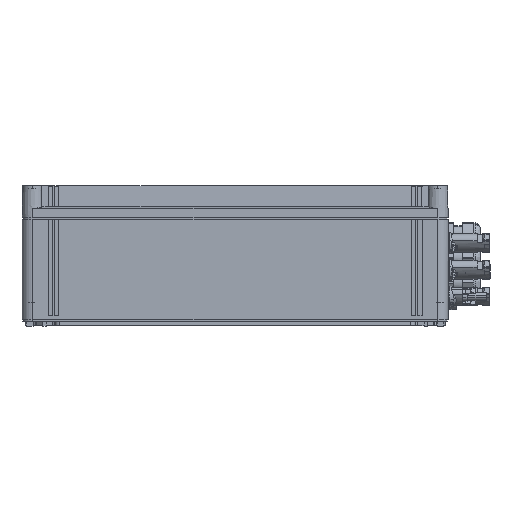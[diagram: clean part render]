
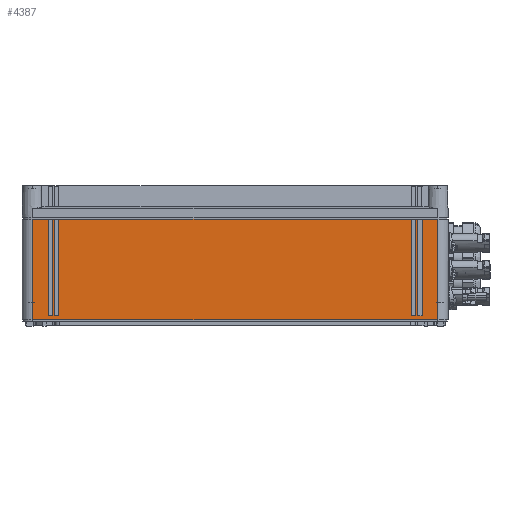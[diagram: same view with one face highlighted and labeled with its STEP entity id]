
A CAD part, left-side view. The second image highlights one B-rep face of the part: STEP entity #4387.
In plain terms, the highlighted planar face has unit normal (-1, 0, 0).
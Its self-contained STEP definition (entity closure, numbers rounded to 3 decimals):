
#4238=AXIS2_PLACEMENT_3D('Plane Axis2P3D',#4235,#4236,#4237) ;
#2208=CARTESIAN_POINT('Vertex',(0.,49.25,6.)) ;
#2211=CARTESIAN_POINT('Line Origine',(0.,239.25,6.)) ;
#2215=CARTESIAN_POINT('Vertex',(0.,429.25,6.)) ;
#2398=CARTESIAN_POINT('Vertex',(0.,429.25,100.5)) ;
#2401=CARTESIAN_POINT('Line Origine',(0.,239.25,100.5)) ;
#2405=CARTESIAN_POINT('Vertex',(0.,49.25,100.5)) ;
#2513=CARTESIAN_POINT('Line Origine',(0.,49.25,52.64)) ;
#4235=CARTESIAN_POINT('Axis2P3D Location',(0.,49.25,106.)) ;
#4240=CARTESIAN_POINT('Line Origine',(0.,429.25,53.25)) ;
#4251=CARTESIAN_POINT('Line Origine',(0.,65.75,100.356)) ;
#4255=CARTESIAN_POINT('Vertex',(0.,63.75,100.356)) ;
#4257=CARTESIAN_POINT('Vertex',(0.,67.75,100.356)) ;
#4260=CARTESIAN_POINT('Line Origine',(0.,63.75,55.178)) ;
#4264=CARTESIAN_POINT('Vertex',(0.,63.75,10.)) ;
#4267=CARTESIAN_POINT('Line Origine',(0.,65.75,10.)) ;
#4271=CARTESIAN_POINT('Vertex',(0.,67.75,10.)) ;
#4274=CARTESIAN_POINT('Line Origine',(0.,67.75,55.178)) ;
#4285=CARTESIAN_POINT('Line Origine',(0.,69.75,55.178)) ;
#4289=CARTESIAN_POINT('Vertex',(0.,69.75,100.356)) ;
#4291=CARTESIAN_POINT('Vertex',(0.,69.75,10.)) ;
#4294=CARTESIAN_POINT('Line Origine',(0.,71.75,10.)) ;
#4298=CARTESIAN_POINT('Vertex',(0.,73.75,10.)) ;
#4301=CARTESIAN_POINT('Line Origine',(0.,73.75,55.178)) ;
#4305=CARTESIAN_POINT('Vertex',(0.,73.75,100.356)) ;
#4308=CARTESIAN_POINT('Line Origine',(0.,71.75,100.356)) ;
#4319=CARTESIAN_POINT('Line Origine',(0.,408.75,55.178)) ;
#4323=CARTESIAN_POINT('Vertex',(0.,408.75,10.)) ;
#4325=CARTESIAN_POINT('Vertex',(0.,408.75,100.356)) ;
#4328=CARTESIAN_POINT('Line Origine',(0.,406.75,100.356)) ;
#4332=CARTESIAN_POINT('Vertex',(0.,404.75,100.356)) ;
#4335=CARTESIAN_POINT('Line Origine',(0.,404.75,55.178)) ;
#4339=CARTESIAN_POINT('Vertex',(0.,404.75,10.)) ;
#4342=CARTESIAN_POINT('Line Origine',(0.,406.75,10.)) ;
#4353=CARTESIAN_POINT('Line Origine',(0.,414.75,55.178)) ;
#4357=CARTESIAN_POINT('Vertex',(0.,414.75,10.)) ;
#4359=CARTESIAN_POINT('Vertex',(0.,414.75,100.356)) ;
#4362=CARTESIAN_POINT('Line Origine',(0.,412.75,100.356)) ;
#4366=CARTESIAN_POINT('Vertex',(0.,410.75,100.356)) ;
#4369=CARTESIAN_POINT('Line Origine',(0.,410.75,55.178)) ;
#4373=CARTESIAN_POINT('Vertex',(0.,410.75,10.)) ;
#4376=CARTESIAN_POINT('Line Origine',(0.,412.75,10.)) ;
#2212=DIRECTION('Vector Direction',(0.,1.,0.)) ;
#2402=DIRECTION('Vector Direction',(0.,-1.,0.)) ;
#2514=DIRECTION('Vector Direction',(0.,0.,1.)) ;
#4236=DIRECTION('Axis2P3D Direction',(-1.,0.,0.)) ;
#4237=DIRECTION('Axis2P3D XDirection',(0.,1.,0.)) ;
#4241=DIRECTION('Vector Direction',(0.,0.,-1.)) ;
#4252=DIRECTION('Vector Direction',(0.,-1.,0.)) ;
#4261=DIRECTION('Vector Direction',(0.,0.,-1.)) ;
#4268=DIRECTION('Vector Direction',(0.,1.,0.)) ;
#4275=DIRECTION('Vector Direction',(0.,0.,1.)) ;
#4286=DIRECTION('Vector Direction',(0.,0.,-1.)) ;
#4295=DIRECTION('Vector Direction',(0.,1.,0.)) ;
#4302=DIRECTION('Vector Direction',(0.,0.,1.)) ;
#4309=DIRECTION('Vector Direction',(0.,-1.,0.)) ;
#4320=DIRECTION('Vector Direction',(0.,0.,1.)) ;
#4329=DIRECTION('Vector Direction',(0.,-1.,0.)) ;
#4336=DIRECTION('Vector Direction',(0.,0.,-1.)) ;
#4343=DIRECTION('Vector Direction',(0.,1.,0.)) ;
#4354=DIRECTION('Vector Direction',(0.,0.,1.)) ;
#4363=DIRECTION('Vector Direction',(0.,-1.,0.)) ;
#4370=DIRECTION('Vector Direction',(0.,0.,-1.)) ;
#4377=DIRECTION('Vector Direction',(0.,1.,0.)) ;
#2213=VECTOR('Line Direction',#2212,1.) ;
#2403=VECTOR('Line Direction',#2402,1.) ;
#2515=VECTOR('Line Direction',#2514,1.) ;
#4242=VECTOR('Line Direction',#4241,1.) ;
#4253=VECTOR('Line Direction',#4252,1.) ;
#4262=VECTOR('Line Direction',#4261,1.) ;
#4269=VECTOR('Line Direction',#4268,1.) ;
#4276=VECTOR('Line Direction',#4275,1.) ;
#4287=VECTOR('Line Direction',#4286,1.) ;
#4296=VECTOR('Line Direction',#4295,1.) ;
#4303=VECTOR('Line Direction',#4302,1.) ;
#4310=VECTOR('Line Direction',#4309,1.) ;
#4321=VECTOR('Line Direction',#4320,1.) ;
#4330=VECTOR('Line Direction',#4329,1.) ;
#4337=VECTOR('Line Direction',#4336,1.) ;
#4344=VECTOR('Line Direction',#4343,1.) ;
#4355=VECTOR('Line Direction',#4354,1.) ;
#4364=VECTOR('Line Direction',#4363,1.) ;
#4371=VECTOR('Line Direction',#4370,1.) ;
#4378=VECTOR('Line Direction',#4377,1.) ;
#4246=ORIENTED_EDGE('',*,*,#2407,.F.) ;
#4247=ORIENTED_EDGE('',*,*,#4244,.T.) ;
#4248=ORIENTED_EDGE('',*,*,#2217,.F.) ;
#4249=ORIENTED_EDGE('',*,*,#2517,.F.) ;
#4280=ORIENTED_EDGE('',*,*,#4259,.F.) ;
#4281=ORIENTED_EDGE('',*,*,#4266,.T.) ;
#4282=ORIENTED_EDGE('',*,*,#4273,.T.) ;
#4283=ORIENTED_EDGE('',*,*,#4278,.T.) ;
#4314=ORIENTED_EDGE('',*,*,#4293,.T.) ;
#4315=ORIENTED_EDGE('',*,*,#4300,.T.) ;
#4316=ORIENTED_EDGE('',*,*,#4307,.T.) ;
#4317=ORIENTED_EDGE('',*,*,#4312,.F.) ;
#4348=ORIENTED_EDGE('',*,*,#4327,.T.) ;
#4349=ORIENTED_EDGE('',*,*,#4334,.F.) ;
#4350=ORIENTED_EDGE('',*,*,#4341,.T.) ;
#4351=ORIENTED_EDGE('',*,*,#4346,.T.) ;
#4382=ORIENTED_EDGE('',*,*,#4361,.T.) ;
#4383=ORIENTED_EDGE('',*,*,#4368,.F.) ;
#4384=ORIENTED_EDGE('',*,*,#4375,.T.) ;
#4385=ORIENTED_EDGE('',*,*,#4380,.T.) ;
#4284=FACE_BOUND('',#4279,.T.) ;
#4318=FACE_BOUND('',#4313,.T.) ;
#4352=FACE_BOUND('',#4347,.T.) ;
#4386=FACE_BOUND('',#4381,.T.) ;
#4387=ADVANCED_FACE('PVN',(#4250,#4284,#4318,#4352,#4386),#4239,.T.) ;
#2217=EDGE_CURVE('',#2209,#2216,#2214,.T.) ;
#2407=EDGE_CURVE('',#2399,#2406,#2404,.T.) ;
#2517=EDGE_CURVE('',#2406,#2209,#2516,.F.) ;
#4244=EDGE_CURVE('',#2399,#2216,#4243,.T.) ;
#4259=EDGE_CURVE('',#4256,#4258,#4254,.F.) ;
#4266=EDGE_CURVE('',#4256,#4265,#4263,.T.) ;
#4273=EDGE_CURVE('',#4265,#4272,#4270,.T.) ;
#4278=EDGE_CURVE('',#4272,#4258,#4277,.T.) ;
#4293=EDGE_CURVE('',#4290,#4292,#4288,.T.) ;
#4300=EDGE_CURVE('',#4292,#4299,#4297,.T.) ;
#4307=EDGE_CURVE('',#4299,#4306,#4304,.T.) ;
#4312=EDGE_CURVE('',#4290,#4306,#4311,.F.) ;
#4327=EDGE_CURVE('',#4324,#4326,#4322,.T.) ;
#4334=EDGE_CURVE('',#4333,#4326,#4331,.F.) ;
#4341=EDGE_CURVE('',#4333,#4340,#4338,.T.) ;
#4346=EDGE_CURVE('',#4340,#4324,#4345,.T.) ;
#4361=EDGE_CURVE('',#4358,#4360,#4356,.T.) ;
#4368=EDGE_CURVE('',#4367,#4360,#4365,.F.) ;
#4375=EDGE_CURVE('',#4367,#4374,#4372,.T.) ;
#4380=EDGE_CURVE('',#4374,#4358,#4379,.T.) ;
#4245=EDGE_LOOP('',(#4246,#4247,#4248,#4249)) ;
#4279=EDGE_LOOP('',(#4280,#4281,#4282,#4283)) ;
#4313=EDGE_LOOP('',(#4314,#4315,#4316,#4317)) ;
#4347=EDGE_LOOP('',(#4348,#4349,#4350,#4351)) ;
#4381=EDGE_LOOP('',(#4382,#4383,#4384,#4385)) ;
#4250=FACE_OUTER_BOUND('',#4245,.T.) ;
#2214=LINE('Line',#2211,#2213) ;
#2404=LINE('Line',#2401,#2403) ;
#2516=LINE('Line',#2513,#2515) ;
#4243=LINE('Line',#4240,#4242) ;
#4254=LINE('Line',#4251,#4253) ;
#4263=LINE('Line',#4260,#4262) ;
#4270=LINE('Line',#4267,#4269) ;
#4277=LINE('Line',#4274,#4276) ;
#4288=LINE('Line',#4285,#4287) ;
#4297=LINE('Line',#4294,#4296) ;
#4304=LINE('Line',#4301,#4303) ;
#4311=LINE('Line',#4308,#4310) ;
#4322=LINE('Line',#4319,#4321) ;
#4331=LINE('Line',#4328,#4330) ;
#4338=LINE('Line',#4335,#4337) ;
#4345=LINE('Line',#4342,#4344) ;
#4356=LINE('Line',#4353,#4355) ;
#4365=LINE('Line',#4362,#4364) ;
#4372=LINE('Line',#4369,#4371) ;
#4379=LINE('Line',#4376,#4378) ;
#4239=PLANE('',#4238) ;
#2209=VERTEX_POINT('',#2208) ;
#2216=VERTEX_POINT('',#2215) ;
#2399=VERTEX_POINT('',#2398) ;
#2406=VERTEX_POINT('',#2405) ;
#4256=VERTEX_POINT('',#4255) ;
#4258=VERTEX_POINT('',#4257) ;
#4265=VERTEX_POINT('',#4264) ;
#4272=VERTEX_POINT('',#4271) ;
#4290=VERTEX_POINT('',#4289) ;
#4292=VERTEX_POINT('',#4291) ;
#4299=VERTEX_POINT('',#4298) ;
#4306=VERTEX_POINT('',#4305) ;
#4324=VERTEX_POINT('',#4323) ;
#4326=VERTEX_POINT('',#4325) ;
#4333=VERTEX_POINT('',#4332) ;
#4340=VERTEX_POINT('',#4339) ;
#4358=VERTEX_POINT('',#4357) ;
#4360=VERTEX_POINT('',#4359) ;
#4367=VERTEX_POINT('',#4366) ;
#4374=VERTEX_POINT('',#4373) ;
